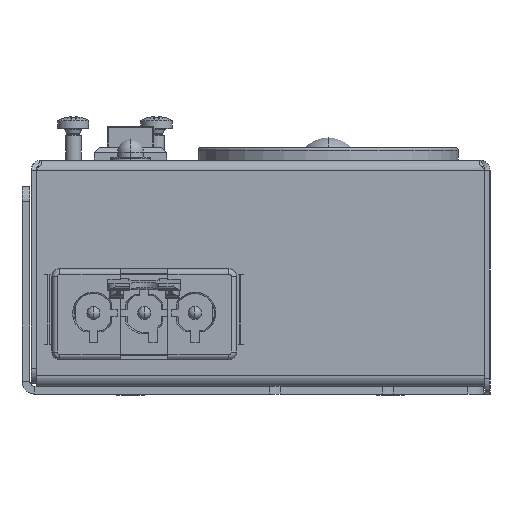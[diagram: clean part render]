
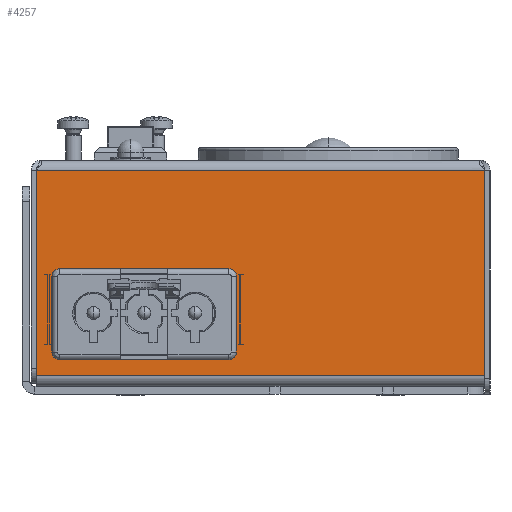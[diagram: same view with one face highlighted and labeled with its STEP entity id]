
A CAD part, left-side view. The second image highlights one B-rep face of the part: STEP entity #4257.
In plain terms, the highlighted planar face has unit normal (-1, 0, 0).
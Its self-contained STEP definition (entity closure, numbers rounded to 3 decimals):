
#265=CARTESIAN_POINT('',(-190.,-43.125,20.5));
#267=DIRECTION('',(0.,1.,0.));
#268=VECTOR('',#267,86.25);
#269=CARTESIAN_POINT('',(-190.,-43.125,20.5));
#270=LINE('',#269,#268);
#271=CARTESIAN_POINT('',(-190.,43.125,20.5));
#1359=DIRECTION('',(0.,-1.,0.));
#1360=VECTOR('',#1359,86.25);
#1361=CARTESIAN_POINT('',(-190.,43.125,-19.));
#1362=LINE('',#1361,#1360);
#1363=DIRECTION('',(0.,0.,-1.));
#1364=VECTOR('',#1363,39.5);
#1365=CARTESIAN_POINT('',(-190.,-43.125,20.5));
#1366=LINE('',#1365,#1364);
#1367=DIRECTION('',(0.,-1.,0.));
#1368=VECTOR('',#1367,33.3);
#1369=CARTESIAN_POINT('',(-190.,39.025,-15.));
#1370=LINE('',#1369,#1368);
#1371=DIRECTION('',(0.,0.,-1.));
#1372=VECTOR('',#1371,39.5);
#1373=CARTESIAN_POINT('',(-190.,43.125,20.5));
#1374=LINE('',#1373,#1372);
#1413=DIRECTION('',(0.,0.,1.));
#1414=VECTOR('',#1413,15.7);
#1415=CARTESIAN_POINT('',(-190.,39.025,-15.));
#1416=LINE('',#1415,#1414);
#1421=DIRECTION('',(0.,-1.,0.));
#1422=VECTOR('',#1421,33.3);
#1423=CARTESIAN_POINT('',(-190.,39.025,0.7));
#1424=LINE('',#1423,#1422);
#1429=DIRECTION('',(0.,0.,-1.));
#1430=VECTOR('',#1429,15.7);
#1431=CARTESIAN_POINT('',(-190.,5.725,0.7));
#1432=LINE('',#1431,#1430);
#1949=VERTEX_POINT('',#271);
#1952=VERTEX_POINT('',#265);
#2284=CARTESIAN_POINT('',(-190.,43.125,-19.));
#2285=VERTEX_POINT('',#2284);
#2286=CARTESIAN_POINT('',(-190.,-43.125,-19.));
#2287=VERTEX_POINT('',#2286);
#2288=CARTESIAN_POINT('',(-190.,39.025,-15.));
#2289=CARTESIAN_POINT('',(-190.,5.725,-15.));
#2290=VERTEX_POINT('',#2288);
#2291=VERTEX_POINT('',#2289);
#2292=CARTESIAN_POINT('',(-190.,5.725,0.7));
#2293=VERTEX_POINT('',#2292);
#2294=CARTESIAN_POINT('',(-190.,39.025,0.7));
#2295=VERTEX_POINT('',#2294);
#4234=CARTESIAN_POINT('',(-190.,44.125,-22.5));
#4235=DIRECTION('',(-1.,0.,0.));
#4236=DIRECTION('',(0.,-1.,0.));
#4237=AXIS2_PLACEMENT_3D('',#4234,#4235,#4236);
#4238=PLANE('',#4237);
#4239=ORIENTED_EDGE('',*,*,#4227,.F.);
#4241=ORIENTED_EDGE('',*,*,#4240,.F.);
#4242=ORIENTED_EDGE('',*,*,#2845,.F.);
#4244=ORIENTED_EDGE('',*,*,#4243,.T.);
#4245=EDGE_LOOP('',(#4239,#4241,#4242,#4244));
#4246=FACE_OUTER_BOUND('',#4245,.F.);
#4248=ORIENTED_EDGE('',*,*,#4247,.T.);
#4250=ORIENTED_EDGE('',*,*,#4249,.F.);
#4252=ORIENTED_EDGE('',*,*,#4251,.F.);
#4254=ORIENTED_EDGE('',*,*,#4253,.F.);
#4255=EDGE_LOOP('',(#4248,#4250,#4252,#4254));
#4256=FACE_BOUND('',#4255,.F.);
#4257=ADVANCED_FACE('',(#4246,#4256),#4238,.T.);
#2845=EDGE_CURVE('',#1952,#1949,#270,.T.);
#4227=EDGE_CURVE('',#2285,#2287,#1362,.T.);
#4240=EDGE_CURVE('',#1949,#2285,#1374,.T.);
#4243=EDGE_CURVE('',#1952,#2287,#1366,.T.);
#4247=EDGE_CURVE('',#2290,#2291,#1370,.T.);
#4249=EDGE_CURVE('',#2293,#2291,#1432,.T.);
#4251=EDGE_CURVE('',#2295,#2293,#1424,.T.);
#4253=EDGE_CURVE('',#2290,#2295,#1416,.T.);
